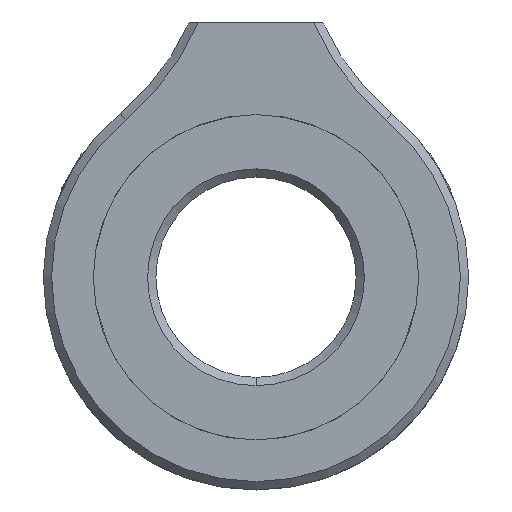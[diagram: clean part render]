
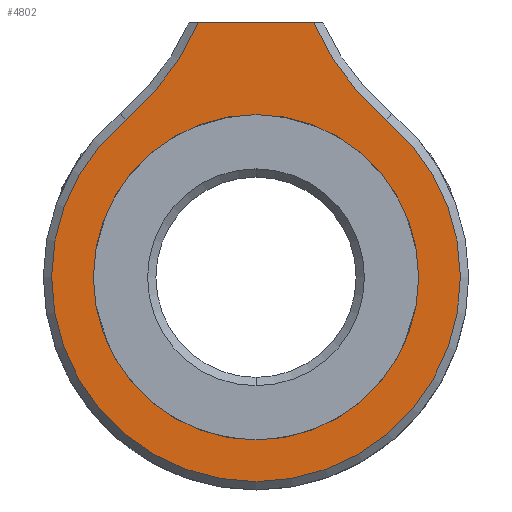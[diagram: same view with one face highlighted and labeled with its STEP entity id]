
A CAD part, front view. The second image highlights one B-rep face of the part: STEP entity #4802.
In plain terms, the highlighted planar face has unit normal (0, -1, 0).
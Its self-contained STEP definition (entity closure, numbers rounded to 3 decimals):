
#87 = ORIENTED_EDGE ( 'NONE', *, *, #5574, .T. ) ;
#135 = DIRECTION ( 'NONE',  ( 0., -1., 0. ) ) ;
#247 = CARTESIAN_POINT ( 'NONE',  ( 1.314, -5.201, 17.025 ) ) ;
#292 = CARTESIAN_POINT ( 'NONE',  ( -16.411, -5.201, 48.126 ) ) ;
#323 = ORIENTED_EDGE ( 'NONE', *, *, #3720, .T. ) ;
#345 = EDGE_LOOP ( 'NONE', ( #87, #2770, #323, #1707 ) ) ;
#640 = AXIS2_PLACEMENT_3D ( 'NONE', #684, #3712, #2405 ) ;
#684 = CARTESIAN_POINT ( 'NONE',  ( 1.314, -5.201, 26.775 ) ) ;
#897 = AXIS2_PLACEMENT_3D ( 'NONE', #4683, #5571, #1693 ) ;
#1072 = DIRECTION ( 'NONE',  ( 0., 0., 1. ) ) ;
#1079 = EDGE_CURVE ( 'NONE', #4029, #1712, #1489, .T. ) ;
#1133 = DIRECTION ( 'NONE',  ( 0., -1., 0. ) ) ;
#1233 = DIRECTION ( 'NONE',  ( 0., 0., 1. ) ) ;
#1294 = DIRECTION ( 'NONE',  ( 0., 0., 1. ) ) ;
#1452 = ORIENTED_EDGE ( 'NONE', *, *, #1523, .F. ) ;
#1476 = CARTESIAN_POINT ( 'NONE',  ( 4.769, -5.201, 42.075 ) ) ;
#1489 = CIRCLE ( 'NONE', #4176, 15.5 ) ;
#1523 = EDGE_CURVE ( 'NONE', #3530, #2458, #4266, .T. ) ;
#1592 = DIRECTION ( 'NONE',  ( 0., 1., 0. ) ) ;
#1693 = DIRECTION ( 'NONE',  ( 0., 0., 1. ) ) ;
#1707 = ORIENTED_EDGE ( 'NONE', *, *, #1079, .T. ) ;
#1708 = VECTOR ( 'NONE', #4408, 1000. ) ;
#1712 = VERTEX_POINT ( 'NONE', #4129 ) ;
#1743 = VERTEX_POINT ( 'NONE', #3427 ) ;
#2220 = DIRECTION ( 'NONE',  ( 0., 0., -1. ) ) ;
#2246 = CARTESIAN_POINT ( 'NONE',  ( 1.314, -5.201, 26.775 ) ) ;
#2357 = AXIS2_PLACEMENT_3D ( 'NONE', #3225, #1133, #1072 ) ;
#2405 = DIRECTION ( 'NONE',  ( 0., 0., -1. ) ) ;
#2458 = VERTEX_POINT ( 'NONE', #4935 ) ;
#2718 = LINE ( 'NONE', #4896, #1708 ) ;
#2770 = ORIENTED_EDGE ( 'NONE', *, *, #4693, .T. ) ;
#3162 = ORIENTED_EDGE ( 'NONE', *, *, #5219, .F. ) ;
#3220 = CARTESIAN_POINT ( 'NONE',  ( -2.141, -5.201, 42.075 ) ) ;
#3225 = CARTESIAN_POINT ( 'NONE',  ( 1.314, -5.201, 26.775 ) ) ;
#3266 = CIRCLE ( 'NONE', #2357, 12.25 ) ;
#3387 = FACE_OUTER_BOUND ( 'NONE', #345, .T. ) ;
#3412 = CARTESIAN_POINT ( 'NONE',  ( 19.039, -5.201, 48.126 ) ) ;
#3427 = CARTESIAN_POINT ( 'NONE',  ( 9.139, -5.201, 36.2 ) ) ;
#3433 = CIRCLE ( 'NONE', #4795, 15.5 ) ;
#3439 = DIRECTION ( 'NONE',  ( 0., 1., 0. ) ) ;
#3530 = VERTEX_POINT ( 'NONE', #247 ) ;
#3622 = CIRCLE ( 'NONE', #640, 9.75 ) ;
#3712 = DIRECTION ( 'NONE',  ( 0., -1., 0. ) ) ;
#3720 = EDGE_CURVE ( 'NONE', #5553, #4029, #2718, .T. ) ;
#4007 = AXIS2_PLACEMENT_3D ( 'NONE', #2246, #135, #2220 ) ;
#4029 = VERTEX_POINT ( 'NONE', #3220 ) ;
#4129 = CARTESIAN_POINT ( 'NONE',  ( -6.511, -5.201, 36.2 ) ) ;
#4176 = AXIS2_PLACEMENT_3D ( 'NONE', #292, #1592, #1294 ) ;
#4266 = CIRCLE ( 'NONE', #4007, 9.75 ) ;
#4408 = DIRECTION ( 'NONE',  ( -1., 0., 0. ) ) ;
#4683 = CARTESIAN_POINT ( 'NONE',  ( 1.314, -5.201, 26.775 ) ) ;
#4693 = EDGE_CURVE ( 'NONE', #1743, #5553, #3433, .T. ) ;
#4795 = AXIS2_PLACEMENT_3D ( 'NONE', #3412, #3439, #1233 ) ;
#4802 = ADVANCED_FACE ( 'NONE', ( #5541, #3387 ), #5122, .F. ) ;
#4896 = CARTESIAN_POINT ( 'NONE',  ( 5.314, -5.201, 42.075 ) ) ;
#4935 = CARTESIAN_POINT ( 'NONE',  ( 1.314, -5.201, 36.525 ) ) ;
#5122 = PLANE ( 'NONE',  #897 ) ;
#5219 = EDGE_CURVE ( 'NONE', #2458, #3530, #3622, .T. ) ;
#5420 = EDGE_LOOP ( 'NONE', ( #1452, #3162 ) ) ;
#5541 = FACE_BOUND ( 'NONE', #5420, .T. ) ;
#5553 = VERTEX_POINT ( 'NONE', #1476 ) ;
#5571 = DIRECTION ( 'NONE',  ( 0., 1., 0. ) ) ;
#5574 = EDGE_CURVE ( 'NONE', #1712, #1743, #3266, .T. ) ;
